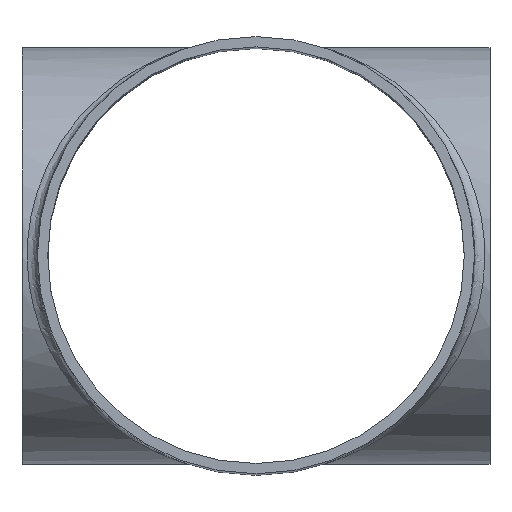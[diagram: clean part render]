
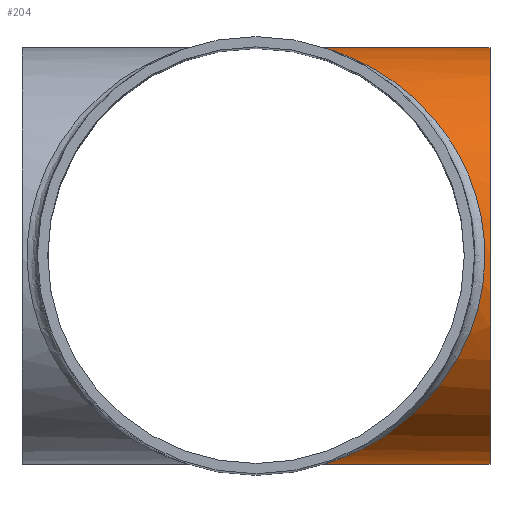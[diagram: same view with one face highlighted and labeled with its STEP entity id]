
A CAD part, top view. The second image highlights one B-rep face of the part: STEP entity #204.
In plain terms, the highlighted cylindrical face has radius 40.5 mm (diameter 81 mm), a full revolution.
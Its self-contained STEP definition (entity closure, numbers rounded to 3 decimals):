
#27=FACE_BOUND('',#71,.T.);
#37=CYLINDRICAL_SURFACE('',#227,40.5);
#47=FACE_OUTER_BOUND('',#70,.T.);
#70=EDGE_LOOP('',(#166));
#71=EDGE_LOOP('',(#167));
#87=B_SPLINE_CURVE_WITH_KNOTS('',3,(#2394,#2395,#2396,#2397,#2398,#2399,
#2400,#2401,#2402,#2403,#2404,#2405,#2406,#2407,#2408,#2409,#2410,#2411,
#2412,#2413,#2414,#2415,#2416,#2417,#2418,#2419,#2420,#2421,#2422,#2423,
#2424,#2425,#2426,#2427,#2428,#2429,#2430,#2431,#2432,#2433,#2434,#2435,
#2436,#2437,#2438,#2439,#2440,#2441,#2442,#2443,#2444,#2445,#2446,#2447,
#2448,#2449,#2450,#2451,#2452),.UNSPECIFIED.,.T.,.F.,(4,1,1,1,1,1,1,1,1,
1,1,1,1,1,1,1,1,1,1,1,1,1,1,1,1,1,1,1,1,1,1,1,1,1,1,1,1,1,1,1,1,1,1,1,1,
1,1,1,1,1,1,1,1,1,1,1,4),(0.,0.253,0.507,
0.76,1.014,1.52,2.027,2.534,
3.041,4.054,5.068,5.575,6.082,
6.588,7.095,7.602,8.109,8.785,
9.46,10.136,10.812,11.487,12.163,
12.839,13.177,13.515,13.853,14.022,
14.19,14.528,14.697,14.866,15.204,
15.542,15.88,16.218,16.893,17.569,
18.245,18.921,19.596,20.272,20.948,
21.624,22.299,22.975,23.425,24.326,
25.34,25.847,26.354,26.86,27.367,
27.621,27.874,28.127,28.381),
 .UNSPECIFIED.);
#99=CIRCLE('',#228,40.5);
#114=VERTEX_POINT('',#2392);
#115=VERTEX_POINT('',#2454);
#134=EDGE_CURVE('',#114,#114,#87,.T.);
#135=EDGE_CURVE('',#115,#115,#99,.T.);
#166=ORIENTED_EDGE('',*,*,#135,.F.);
#167=ORIENTED_EDGE('',*,*,#134,.F.);
#204=ADVANCED_FACE('',(#47,#27),#37,.T.);
#227=AXIS2_PLACEMENT_3D('',#2453,#267,#268);
#228=AXIS2_PLACEMENT_3D('',#2455,#269,#270);
#267=DIRECTION('center_axis',(1.,0.,0.));
#268=DIRECTION('ref_axis',(0.,-1.,0.));
#269=DIRECTION('center_axis',(1.,0.,0.));
#270=DIRECTION('ref_axis',(0.,-1.,0.));
#2392=CARTESIAN_POINT('',(13.191,40.5,90.033));
#2394=CARTESIAN_POINT('Ctrl Pts',(13.191,40.5,90.033));
#2395=CARTESIAN_POINT('Ctrl Pts',(13.188,40.501,89.181));
#2396=CARTESIAN_POINT('Ctrl Pts',(13.37,40.448,87.478));
#2397=CARTESIAN_POINT('Ctrl Pts',(14.122,40.217,85.028));
#2398=CARTESIAN_POINT('Ctrl Pts',(15.202,39.861,82.712));
#2399=CARTESIAN_POINT('Ctrl Pts',(16.921,39.24,79.788));
#2400=CARTESIAN_POINT('Ctrl Pts',(19.387,38.217,76.377));
#2401=CARTESIAN_POINT('Ctrl Pts',(22.529,36.625,72.552));
#2402=CARTESIAN_POINT('Ctrl Pts',(25.719,34.673,68.935));
#2403=CARTESIAN_POINT('Ctrl Pts',(29.923,31.571,64.37));
#2404=CARTESIAN_POINT('Ctrl Pts',(34.919,26.74,59.167));
#2405=CARTESIAN_POINT('Ctrl Pts',(39.17,20.537,54.848));
#2406=CARTESIAN_POINT('Ctrl Pts',(41.814,14.772,52.187));
#2407=CARTESIAN_POINT('Ctrl Pts',(43.326,10.095,50.673));
#2408=CARTESIAN_POINT('Ctrl Pts',(44.28,5.139,49.72));
#2409=CARTESIAN_POINT('Ctrl Pts',(44.608,0.031,49.392));
#2410=CARTESIAN_POINT('Ctrl Pts',(44.287,-5.079,49.712));
#2411=CARTESIAN_POINT('Ctrl Pts',(43.235,-10.588,50.763));
#2412=CARTESIAN_POINT('Ctrl Pts',(41.281,-16.253,52.721));
#2413=CARTESIAN_POINT('Ctrl Pts',(38.364,-21.764,55.664));
#2414=CARTESIAN_POINT('Ctrl Pts',(34.87,-26.547,59.229));
#2415=CARTESIAN_POINT('Ctrl Pts',(30.974,-30.603,63.275));
#2416=CARTESIAN_POINT('Ctrl Pts',(26.826,-33.959,67.703));
#2417=CARTESIAN_POINT('Ctrl Pts',(22.561,-36.653,72.485));
#2418=CARTESIAN_POINT('Ctrl Pts',(19.075,-38.356,76.762));
#2419=CARTESIAN_POINT('Ctrl Pts',(16.509,-39.394,80.449));
#2420=CARTESIAN_POINT('Ctrl Pts',(14.813,-39.997,83.394));
#2421=CARTESIAN_POINT('Ctrl Pts',(13.75,-40.332,86.038));
#2422=CARTESIAN_POINT('Ctrl Pts',(13.278,-40.474,88.264));
#2423=CARTESIAN_POINT('Ctrl Pts',(13.106,-40.525,90.535));
#2424=CARTESIAN_POINT('Ctrl Pts',(13.434,-40.429,92.803));
#2425=CARTESIAN_POINT('Ctrl Pts',(14.153,-40.206,94.959));
#2426=CARTESIAN_POINT('Ctrl Pts',(15.064,-39.907,97.039));
#2427=CARTESIAN_POINT('Ctrl Pts',(16.475,-39.408,99.494));
#2428=CARTESIAN_POINT('Ctrl Pts',(18.393,-38.633,102.265));
#2429=CARTESIAN_POINT('Ctrl Pts',(20.434,-37.693,104.902));
#2430=CARTESIAN_POINT('Ctrl Pts',(23.233,-36.225,108.271));
#2431=CARTESIAN_POINT('Ctrl Pts',(26.786,-33.988,112.252));
#2432=CARTESIAN_POINT('Ctrl Pts',(30.938,-30.635,116.688));
#2433=CARTESIAN_POINT('Ctrl Pts',(34.836,-26.587,120.736));
#2434=CARTESIAN_POINT('Ctrl Pts',(38.335,-21.811,124.306));
#2435=CARTESIAN_POINT('Ctrl Pts',(41.258,-16.305,127.256));
#2436=CARTESIAN_POINT('Ctrl Pts',(43.398,-10.131,129.401));
#2437=CARTESIAN_POINT('Ctrl Pts',(44.545,-3.46,130.545));
#2438=CARTESIAN_POINT('Ctrl Pts',(44.55,3.399,130.55));
#2439=CARTESIAN_POINT('Ctrl Pts',(43.413,10.074,129.415));
#2440=CARTESIAN_POINT('Ctrl Pts',(41.518,15.566,127.516));
#2441=CARTESIAN_POINT('Ctrl Pts',(38.731,21.19,124.707));
#2442=CARTESIAN_POINT('Ctrl Pts',(34.731,26.915,120.637));
#2443=CARTESIAN_POINT('Ctrl Pts',(29.959,31.54,115.668));
#2444=CARTESIAN_POINT('Ctrl Pts',(25.759,34.646,111.11));
#2445=CARTESIAN_POINT('Ctrl Pts',(22.565,36.606,107.49));
#2446=CARTESIAN_POINT('Ctrl Pts',(19.426,38.198,103.672));
#2447=CARTESIAN_POINT('Ctrl Pts',(16.959,39.225,100.268));
#2448=CARTESIAN_POINT('Ctrl Pts',(15.232,39.85,97.345));
#2449=CARTESIAN_POINT('Ctrl Pts',(14.147,40.21,95.033));
#2450=CARTESIAN_POINT('Ctrl Pts',(13.384,40.444,92.586));
#2451=CARTESIAN_POINT('Ctrl Pts',(13.193,40.499,90.884));
#2452=CARTESIAN_POINT('Ctrl Pts',(13.191,40.5,90.033));
#2453=CARTESIAN_POINT('Origin',(0.,0.,90.));
#2454=CARTESIAN_POINT('',(45.5,40.5,90.));
#2455=CARTESIAN_POINT('Origin',(45.5,0.,90.));
